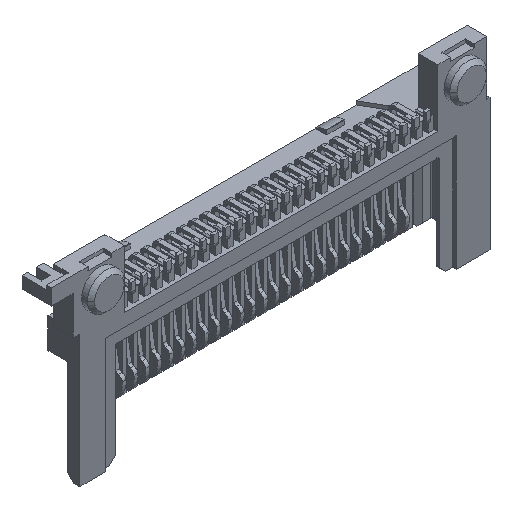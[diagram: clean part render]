
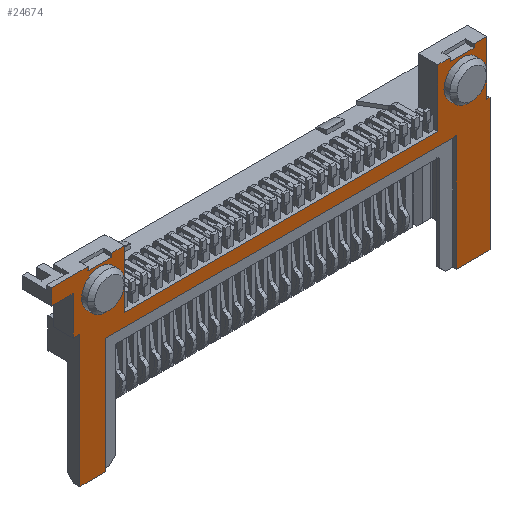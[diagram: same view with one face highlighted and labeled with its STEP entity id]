
A CAD part, isometric view. The second image highlights one B-rep face of the part: STEP entity #24674.
In plain terms, the highlighted planar face has unit normal (0, -1, 0).
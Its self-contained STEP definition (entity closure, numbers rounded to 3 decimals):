
#10=DIRECTION('',(0.,0.,-1.));
#11=VECTOR('',#10,4.6);
#12=CARTESIAN_POINT('',(17.425,-2.7,0.));
#13=LINE('',#12,#11);
#82=DIRECTION('',(-1.,0.,0.));
#83=VECTOR('',#82,3.1);
#84=CARTESIAN_POINT('',(-16.35,-2.7,0.));
#85=LINE('',#84,#83);
#94=CARTESIAN_POINT('',(-15.35,-2.7,-2.05));
#95=DIRECTION('',(0.,-1.,0.));
#96=DIRECTION('',(1.,0.,0.));
#97=AXIS2_PLACEMENT_3D('',#94,#95,#96);
#99=CARTESIAN_POINT('',(-15.35,-2.7,-2.05));
#100=DIRECTION('',(0.,-1.,0.));
#101=DIRECTION('',(-1.,0.,0.));
#102=AXIS2_PLACEMENT_3D('',#99,#100,#101);
#104=CARTESIAN_POINT('',(15.35,-2.7,-2.05));
#105=DIRECTION('',(0.,-1.,0.));
#106=DIRECTION('',(1.,0.,0.));
#107=AXIS2_PLACEMENT_3D('',#104,#105,#106);
#109=CARTESIAN_POINT('',(15.35,-2.7,-2.05));
#110=DIRECTION('',(0.,-1.,0.));
#111=DIRECTION('',(-1.,0.,0.));
#112=AXIS2_PLACEMENT_3D('',#109,#110,#111);
#114=DIRECTION('',(-1.,0.,0.));
#115=VECTOR('',#114,0.575);
#116=CARTESIAN_POINT('',(-17.05,-2.7,-4.6));
#117=LINE('',#116,#115);
#118=DIRECTION('',(0.,0.,-1.));
#119=VECTOR('',#118,3.25);
#120=CARTESIAN_POINT('',(-17.625,-2.7,-1.35));
#121=LINE('',#120,#119);
#122=DIRECTION('',(1.,0.,0.));
#123=VECTOR('',#122,1.825);
#124=CARTESIAN_POINT('',(-19.45,-2.7,-1.35));
#125=LINE('',#124,#123);
#126=DIRECTION('',(0.,0.,-1.));
#127=VECTOR('',#126,1.35);
#128=CARTESIAN_POINT('',(-19.45,-2.7,0.));
#129=LINE('',#128,#127);
#130=DIRECTION('',(0.,0.,-1.));
#131=VECTOR('',#130,0.3);
#132=CARTESIAN_POINT('',(-16.35,-2.7,0.));
#133=LINE('',#132,#131);
#134=DIRECTION('',(1.,0.,0.));
#135=VECTOR('',#134,2.);
#136=CARTESIAN_POINT('',(-16.35,-2.7,-0.3));
#137=LINE('',#136,#135);
#138=DIRECTION('',(0.,0.,-1.));
#139=VECTOR('',#138,0.3);
#140=CARTESIAN_POINT('',(-14.35,-2.7,0.));
#141=LINE('',#140,#139);
#142=DIRECTION('',(1.,0.,0.));
#143=VECTOR('',#142,1.075);
#144=CARTESIAN_POINT('',(-14.35,-2.7,0.));
#145=LINE('',#144,#143);
#146=DIRECTION('',(0.,0.,-1.));
#147=VECTOR('',#146,4.9);
#148=CARTESIAN_POINT('',(-13.275,-2.7,0.));
#149=LINE('',#148,#147);
#150=DIRECTION('',(-1.,0.,0.));
#151=VECTOR('',#150,26.55);
#152=CARTESIAN_POINT('',(13.275,-2.7,-4.9));
#153=LINE('',#152,#151);
#154=DIRECTION('',(0.,0.,-1.));
#155=VECTOR('',#154,4.9);
#156=CARTESIAN_POINT('',(13.275,-2.7,0.));
#157=LINE('',#156,#155);
#158=DIRECTION('',(1.,0.,0.));
#159=VECTOR('',#158,1.075);
#160=CARTESIAN_POINT('',(13.275,-2.7,0.));
#161=LINE('',#160,#159);
#162=DIRECTION('',(0.,0.,-1.));
#163=VECTOR('',#162,0.3);
#164=CARTESIAN_POINT('',(14.35,-2.7,0.));
#165=LINE('',#164,#163);
#166=DIRECTION('',(1.,0.,0.));
#167=VECTOR('',#166,2.);
#168=CARTESIAN_POINT('',(14.35,-2.7,-0.3));
#169=LINE('',#168,#167);
#170=DIRECTION('',(0.,0.,-1.));
#171=VECTOR('',#170,0.3);
#172=CARTESIAN_POINT('',(16.35,-2.7,0.));
#173=LINE('',#172,#171);
#174=DIRECTION('',(1.,0.,0.));
#175=VECTOR('',#174,1.075);
#176=CARTESIAN_POINT('',(16.35,-2.7,0.));
#177=LINE('',#176,#175);
#178=DIRECTION('',(0.,0.,1.));
#179=VECTOR('',#178,11.2);
#180=CARTESIAN_POINT('',(17.7,-2.7,-15.8));
#181=LINE('',#180,#179);
#182=DIRECTION('',(-1.,0.,0.));
#183=VECTOR('',#182,2.85);
#184=CARTESIAN_POINT('',(17.7,-2.7,-15.8));
#185=LINE('',#184,#183);
#186=DIRECTION('',(0.,0.,1.));
#187=VECTOR('',#186,9.8);
#188=CARTESIAN_POINT('',(14.85,-2.7,-15.8));
#189=LINE('',#188,#187);
#190=DIRECTION('',(-1.,0.,0.));
#191=VECTOR('',#190,29.7);
#192=CARTESIAN_POINT('',(14.85,-2.7,-6.));
#193=LINE('',#192,#191);
#194=DIRECTION('',(0.,0.,1.));
#195=VECTOR('',#194,9.8);
#196=CARTESIAN_POINT('',(-14.85,-2.7,-15.8));
#197=LINE('',#196,#195);
#198=DIRECTION('',(0.,0.,1.));
#199=VECTOR('',#198,11.2);
#200=CARTESIAN_POINT('',(-17.05,-2.7,-15.8));
#201=LINE('',#200,#199);
#450=DIRECTION('',(1.,0.,0.));
#451=VECTOR('',#450,2.2);
#452=CARTESIAN_POINT('',(-17.05,-2.7,-15.8));
#453=LINE('',#452,#451);
#2947=DIRECTION('',(-1.,0.,0.));
#2948=VECTOR('',#2947,0.275);
#2949=CARTESIAN_POINT('',(17.7,-2.7,-4.6));
#2950=LINE('',#2949,#2948);
#18574=CARTESIAN_POINT('',(-13.8,-2.7,-2.05));
#18575=CARTESIAN_POINT('',(-16.9,-2.7,-2.05));
#18576=VERTEX_POINT('',#18574);
#18577=VERTEX_POINT('',#18575);
#18578=CARTESIAN_POINT('',(16.9,-2.7,-2.05));
#18579=CARTESIAN_POINT('',(13.8,-2.7,-2.05));
#18580=VERTEX_POINT('',#18578);
#18581=VERTEX_POINT('',#18579);
#18606=CARTESIAN_POINT('',(-14.35,-2.7,0.));
#18608=VERTEX_POINT('',#18606);
#18612=CARTESIAN_POINT('',(-16.35,-2.7,0.));
#18613=VERTEX_POINT('',#18612);
#18614=CARTESIAN_POINT('',(16.35,-2.7,0.));
#18616=VERTEX_POINT('',#18614);
#18620=CARTESIAN_POINT('',(14.35,-2.7,0.));
#18621=VERTEX_POINT('',#18620);
#18622=CARTESIAN_POINT('',(-16.35,-2.7,-0.3));
#18623=CARTESIAN_POINT('',(-14.35,-2.7,-0.3));
#18624=VERTEX_POINT('',#18622);
#18625=VERTEX_POINT('',#18623);
#18626=CARTESIAN_POINT('',(14.35,-2.7,-0.3));
#18627=CARTESIAN_POINT('',(16.35,-2.7,-0.3));
#18628=VERTEX_POINT('',#18626);
#18629=VERTEX_POINT('',#18627);
#18630=CARTESIAN_POINT('',(17.425,-2.7,0.));
#18631=VERTEX_POINT('',#18630);
#18637=CARTESIAN_POINT('',(-14.85,-2.7,-15.8));
#18639=VERTEX_POINT('',#18637);
#18641=CARTESIAN_POINT('',(14.85,-2.7,-15.8));
#18643=VERTEX_POINT('',#18641);
#18644=CARTESIAN_POINT('',(13.275,-2.7,0.));
#18645=CARTESIAN_POINT('',(13.275,-2.7,-4.9));
#18646=VERTEX_POINT('',#18644);
#18647=VERTEX_POINT('',#18645);
#18648=CARTESIAN_POINT('',(-13.275,-2.7,-4.9));
#18649=VERTEX_POINT('',#18648);
#18650=CARTESIAN_POINT('',(-13.275,-2.7,0.));
#18651=VERTEX_POINT('',#18650);
#18652=CARTESIAN_POINT('',(-14.85,-2.7,-6.));
#18653=VERTEX_POINT('',#18652);
#18654=CARTESIAN_POINT('',(14.85,-2.7,-6.));
#18655=VERTEX_POINT('',#18654);
#18657=CARTESIAN_POINT('',(17.7,-2.7,-15.8));
#18659=VERTEX_POINT('',#18657);
#18661=CARTESIAN_POINT('',(17.7,-2.7,-4.6));
#18663=VERTEX_POINT('',#18661);
#18664=CARTESIAN_POINT('',(17.425,-2.7,-4.6));
#18665=VERTEX_POINT('',#18664);
#18738=CARTESIAN_POINT('',(-19.45,-2.7,0.));
#18739=CARTESIAN_POINT('',(-19.45,-2.7,-1.35));
#18740=VERTEX_POINT('',#18738);
#18741=VERTEX_POINT('',#18739);
#18744=CARTESIAN_POINT('',(-17.05,-2.7,-15.8));
#18745=CARTESIAN_POINT('',(-17.05,-2.7,-4.6));
#18746=VERTEX_POINT('',#18744);
#18747=VERTEX_POINT('',#18745);
#18779=CARTESIAN_POINT('',(-17.625,-2.7,-4.6));
#18781=VERTEX_POINT('',#18779);
#18792=CARTESIAN_POINT('',(-17.625,-2.7,-1.35));
#18793=VERTEX_POINT('',#18792);
#24608=CARTESIAN_POINT('',(-17.425,-2.7,0.));
#24609=DIRECTION('',(0.,-1.,0.));
#24610=DIRECTION('',(0.,0.,-1.));
#24611=AXIS2_PLACEMENT_3D('',#24608,#24609,#24610);
#24612=PLANE('',#24611);
#24614=ORIENTED_EDGE('',*,*,#24613,.T.);
#24616=ORIENTED_EDGE('',*,*,#24615,.F.);
#24618=ORIENTED_EDGE('',*,*,#24617,.F.);
#24620=ORIENTED_EDGE('',*,*,#24619,.F.);
#24621=ORIENTED_EDGE('',*,*,#24597,.F.);
#24623=ORIENTED_EDGE('',*,*,#24622,.T.);
#24625=ORIENTED_EDGE('',*,*,#24624,.T.);
#24627=ORIENTED_EDGE('',*,*,#24626,.F.);
#24628=ORIENTED_EDGE('',*,*,#24589,.T.);
#24630=ORIENTED_EDGE('',*,*,#24629,.T.);
#24632=ORIENTED_EDGE('',*,*,#24631,.F.);
#24634=ORIENTED_EDGE('',*,*,#24633,.F.);
#24635=ORIENTED_EDGE('',*,*,#24574,.T.);
#24637=ORIENTED_EDGE('',*,*,#24636,.T.);
#24639=ORIENTED_EDGE('',*,*,#24638,.T.);
#24641=ORIENTED_EDGE('',*,*,#24640,.F.);
#24642=ORIENTED_EDGE('',*,*,#24566,.T.);
#24643=ORIENTED_EDGE('',*,*,#24503,.T.);
#24645=ORIENTED_EDGE('',*,*,#24644,.F.);
#24647=ORIENTED_EDGE('',*,*,#24646,.F.);
#24649=ORIENTED_EDGE('',*,*,#24648,.T.);
#24651=ORIENTED_EDGE('',*,*,#24650,.T.);
#24653=ORIENTED_EDGE('',*,*,#24652,.T.);
#24655=ORIENTED_EDGE('',*,*,#24654,.F.);
#24657=ORIENTED_EDGE('',*,*,#24656,.F.);
#24659=ORIENTED_EDGE('',*,*,#24658,.T.);
#24660=EDGE_LOOP('',(#24614,#24616,#24618,#24620,#24621,#24623,#24625,#24627,
#24628,#24630,#24632,#24634,#24635,#24637,#24639,#24641,#24642,#24643,#24645,
#24647,#24649,#24651,#24653,#24655,#24657,#24659));
#24661=FACE_OUTER_BOUND('',#24660,.F.);
#24663=ORIENTED_EDGE('',*,*,#24662,.T.);
#24665=ORIENTED_EDGE('',*,*,#24664,.T.);
#24666=EDGE_LOOP('',(#24663,#24665));
#24667=FACE_BOUND('',#24666,.F.);
#24669=ORIENTED_EDGE('',*,*,#24668,.T.);
#24671=ORIENTED_EDGE('',*,*,#24670,.T.);
#24672=EDGE_LOOP('',(#24669,#24671));
#24673=FACE_BOUND('',#24672,.F.);
#98=CIRCLE('',#97,1.55);
#103=CIRCLE('',#102,1.55);
#108=CIRCLE('',#107,1.55);
#113=CIRCLE('',#112,1.55);
#24503=EDGE_CURVE('',#18631,#18665,#13,.T.);
#24566=EDGE_CURVE('',#18616,#18631,#177,.T.);
#24574=EDGE_CURVE('',#18646,#18621,#161,.T.);
#24589=EDGE_CURVE('',#18608,#18651,#145,.T.);
#24597=EDGE_CURVE('',#18613,#18740,#85,.T.);
#24613=EDGE_CURVE('',#18747,#18781,#117,.T.);
#24615=EDGE_CURVE('',#18793,#18781,#121,.T.);
#24617=EDGE_CURVE('',#18741,#18793,#125,.T.);
#24619=EDGE_CURVE('',#18740,#18741,#129,.T.);
#24622=EDGE_CURVE('',#18613,#18624,#133,.T.);
#24624=EDGE_CURVE('',#18624,#18625,#137,.T.);
#24626=EDGE_CURVE('',#18608,#18625,#141,.T.);
#24629=EDGE_CURVE('',#18651,#18649,#149,.T.);
#24631=EDGE_CURVE('',#18647,#18649,#153,.T.);
#24633=EDGE_CURVE('',#18646,#18647,#157,.T.);
#24636=EDGE_CURVE('',#18621,#18628,#165,.T.);
#24638=EDGE_CURVE('',#18628,#18629,#169,.T.);
#24640=EDGE_CURVE('',#18616,#18629,#173,.T.);
#24644=EDGE_CURVE('',#18663,#18665,#2950,.T.);
#24646=EDGE_CURVE('',#18659,#18663,#181,.T.);
#24648=EDGE_CURVE('',#18659,#18643,#185,.T.);
#24650=EDGE_CURVE('',#18643,#18655,#189,.T.);
#24652=EDGE_CURVE('',#18655,#18653,#193,.T.);
#24654=EDGE_CURVE('',#18639,#18653,#197,.T.);
#24656=EDGE_CURVE('',#18746,#18639,#453,.T.);
#24658=EDGE_CURVE('',#18746,#18747,#201,.T.);
#24662=EDGE_CURVE('',#18580,#18581,#108,.T.);
#24664=EDGE_CURVE('',#18581,#18580,#113,.T.);
#24668=EDGE_CURVE('',#18576,#18577,#98,.T.);
#24670=EDGE_CURVE('',#18577,#18576,#103,.T.);
#24674=ADVANCED_FACE('',(#24661,#24667,#24673),#24612,.T.);
